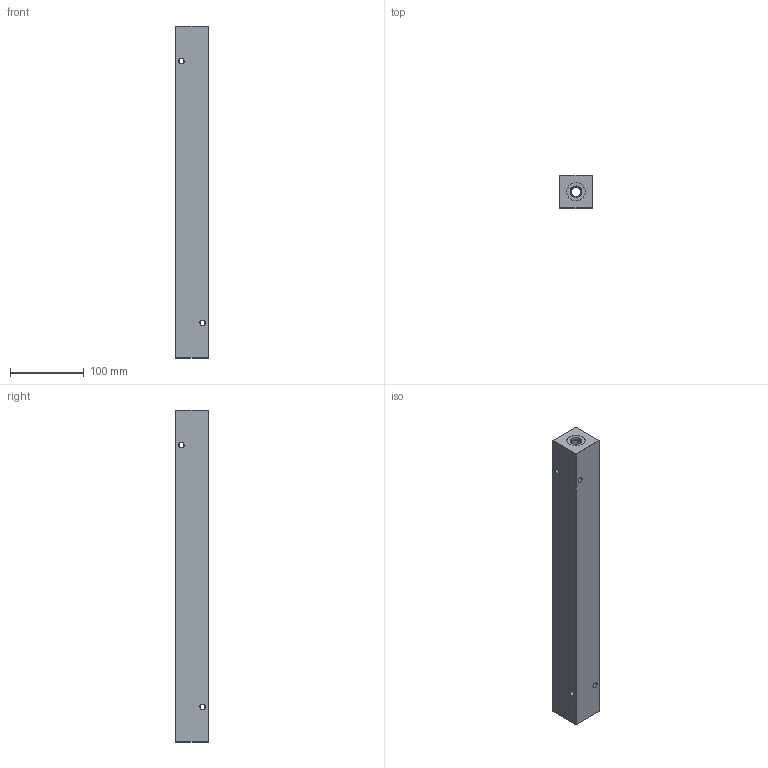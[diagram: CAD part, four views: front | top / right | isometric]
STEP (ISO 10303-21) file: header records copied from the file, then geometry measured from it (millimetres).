
FILE_DESCRIPTION (( 'STEP AP203' ), '1' );
FILE_NAME ('HM-10-90-S-6-6.STEP', '2020-11-09T21:14:18', ( '' ), ( '' ), 'SwSTEP 2.0', 'SolidWorks 2019', '' );
FILE_SCHEMA (( 'CONFIG_CONTROL_DESIGN' ));
Length unit declared in the file: inch
Products named in the file (1): HM-10-90-S-6-6
Bounding box: 44.45 x 44.45 x 450.85 mm (x, y, z)
Volume: 772839.6 mm3; surface area: 113769.1 mm2
Topology: 1 solids, 1 shells, 799 faces, 2054 edges, 1302 vertices
Faces by surface type: plane 251, bspline 204, cylinder 176, cone 168
Entity records: 34689 total; most frequent: CARTESIAN_POINT 16966, ORIENTED_EDGE 4108, DIRECTION 2918, EDGE_CURVE 2054, VERTEX_POINT 1302, AXIS2_PLACEMENT_3D 982, LINE 954, VECTOR 954
